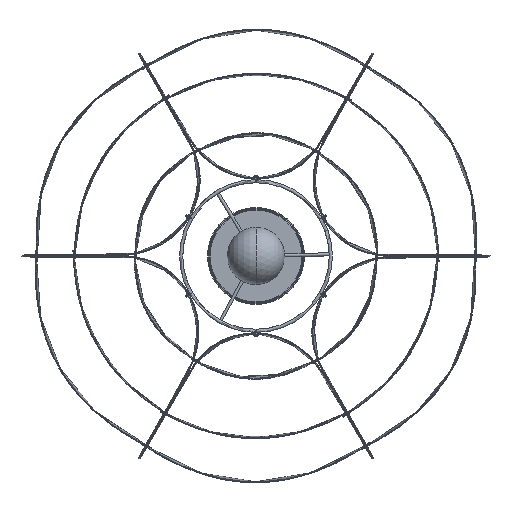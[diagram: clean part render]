
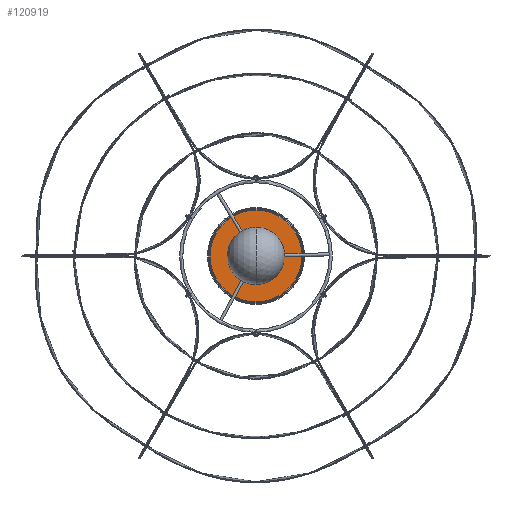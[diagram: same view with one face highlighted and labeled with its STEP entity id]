
A CAD part, front view. The second image highlights one B-rep face of the part: STEP entity #120919.
In plain terms, the highlighted face is planar.
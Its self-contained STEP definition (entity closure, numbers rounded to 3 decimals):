
#2257 = AXIS2_PLACEMENT_3D ( 'NONE', #93051, #56042, #107772 ) ;
#7566 = DIRECTION ( 'NONE',  ( 0., 0., 1. ) ) ;
#8551 = VERTEX_POINT ( 'NONE', #116292 ) ;
#16698 = FACE_BOUND ( 'NONE', #118984, .T. ) ;
#19224 = CIRCLE ( 'NONE', #32374, 3. ) ;
#21893 = AXIS2_PLACEMENT_3D ( 'NONE', #30605, #80593, #68258 ) ;
#21936 = ORIENTED_EDGE ( 'NONE', *, *, #26211, .T. ) ;
#22837 = AXIS2_PLACEMENT_3D ( 'NONE', #160445, #70164, #35725 ) ;
#23141 = CARTESIAN_POINT ( 'NONE',  ( 73., 0., -504.1 ) ) ;
#26211 = EDGE_CURVE ( 'NONE', #150970, #39723, #19224, .T. ) ;
#28093 = EDGE_CURVE ( 'NONE', #39723, #150970, #53754, .T. ) ;
#29807 = DIRECTION ( 'NONE',  ( -1., 0., 0. ) ) ;
#29878 = ORIENTED_EDGE ( 'NONE', *, *, #105610, .T. ) ;
#30605 = CARTESIAN_POINT ( 'NONE',  ( 0., 0., -504.1 ) ) ;
#31846 = AXIS2_PLACEMENT_3D ( 'NONE', #63517, #49590, #113579 ) ;
#32128 = DIRECTION ( 'NONE',  ( -1., 0., 0. ) ) ;
#32374 = AXIS2_PLACEMENT_3D ( 'NONE', #154503, #142213, #29807 ) ;
#35725 = DIRECTION ( 'NONE',  ( -1., 0., 0. ) ) ;
#39723 = VERTEX_POINT ( 'NONE', #55099 ) ;
#44107 = VERTEX_POINT ( 'NONE', #143826 ) ;
#45748 = VERTEX_POINT ( 'NONE', #153151 ) ;
#48624 = EDGE_CURVE ( 'NONE', #8551, #45748, #86877, .T. ) ;
#49590 = DIRECTION ( 'NONE',  ( 0., 0., -1. ) ) ;
#53754 = CIRCLE ( 'NONE', #114102, 3. ) ;
#55099 = CARTESIAN_POINT ( 'NONE',  ( 3., -20., -504.1 ) ) ;
#56042 = DIRECTION ( 'NONE',  ( 0., 0., -1. ) ) ;
#57790 = ORIENTED_EDGE ( 'NONE', *, *, #48624, .T. ) ;
#63517 = CARTESIAN_POINT ( 'NONE',  ( 0., 0., -504.1 ) ) ;
#66374 = CIRCLE ( 'NONE', #21893, 3. ) ;
#68258 = DIRECTION ( 'NONE',  ( -1., 0., 0. ) ) ;
#68275 = DIRECTION ( 'NONE',  ( -1., 0., 0. ) ) ;
#70164 = DIRECTION ( 'NONE',  ( 0., 0., 1. ) ) ;
#72566 = CIRCLE ( 'NONE', #22837, 73. ) ;
#80593 = DIRECTION ( 'NONE',  ( 0., 0., -1. ) ) ;
#86877 = CIRCLE ( 'NONE', #31846, 3. ) ;
#93051 = CARTESIAN_POINT ( 'NONE',  ( 0., 0., -504.1 ) ) ;
#94535 = CARTESIAN_POINT ( 'NONE',  ( 0., -20., -504.1 ) ) ;
#95479 = PLANE ( 'NONE',  #2257 ) ;
#98446 = ORIENTED_EDGE ( 'NONE', *, *, #128830, .T. ) ;
#100566 = CIRCLE ( 'NONE', #121512, 73. ) ;
#101869 = ORIENTED_EDGE ( 'NONE', *, *, #119224, .T. ) ;
#105610 = EDGE_CURVE ( 'NONE', #45748, #8551, #66374, .T. ) ;
#106972 = FACE_BOUND ( 'NONE', #125851, .T. ) ;
#107772 = DIRECTION ( 'NONE',  ( -1., 0., 0. ) ) ;
#108724 = EDGE_LOOP ( 'NONE', ( #98446, #101869 ) ) ;
#112516 = ORIENTED_EDGE ( 'NONE', *, *, #28093, .T. ) ;
#113579 = DIRECTION ( 'NONE',  ( -1., 0., 0. ) ) ;
#114102 = AXIS2_PLACEMENT_3D ( 'NONE', #94535, #144556, #32128 ) ;
#116292 = CARTESIAN_POINT ( 'NONE',  ( 3., 0., -504.1 ) ) ;
#118453 = FACE_OUTER_BOUND ( 'NONE', #108724, .T. ) ;
#118984 = EDGE_LOOP ( 'NONE', ( #21936, #112516 ) ) ;
#119224 = EDGE_CURVE ( 'NONE', #149124, #44107, #72566, .T. ) ;
#120919 = ADVANCED_FACE ( 'NONE', ( #106972, #16698, #118453 ), #95479, .F. ) ;
#121512 = AXIS2_PLACEMENT_3D ( 'NONE', #130663, #7566, #68275 ) ;
#125851 = EDGE_LOOP ( 'NONE', ( #29878, #57790 ) ) ;
#128830 = EDGE_CURVE ( 'NONE', #44107, #149124, #100566, .T. ) ;
#130663 = CARTESIAN_POINT ( 'NONE',  ( 0., 0., -504.1 ) ) ;
#138412 = CARTESIAN_POINT ( 'NONE',  ( -3., -20., -504.1 ) ) ;
#142213 = DIRECTION ( 'NONE',  ( 0., 0., -1. ) ) ;
#143826 = CARTESIAN_POINT ( 'NONE',  ( -73., 0., -504.1 ) ) ;
#144556 = DIRECTION ( 'NONE',  ( 0., 0., -1. ) ) ;
#149124 = VERTEX_POINT ( 'NONE', #23141 ) ;
#150970 = VERTEX_POINT ( 'NONE', #138412 ) ;
#153151 = CARTESIAN_POINT ( 'NONE',  ( -3., 0., -504.1 ) ) ;
#154503 = CARTESIAN_POINT ( 'NONE',  ( 0., -20., -504.1 ) ) ;
#160445 = CARTESIAN_POINT ( 'NONE',  ( 0., 0., -504.1 ) ) ;
